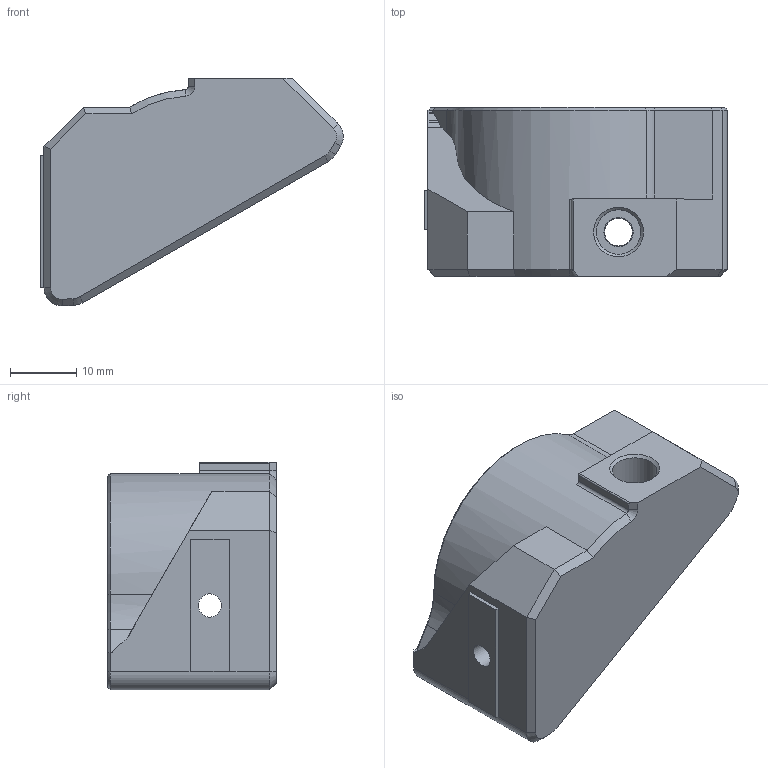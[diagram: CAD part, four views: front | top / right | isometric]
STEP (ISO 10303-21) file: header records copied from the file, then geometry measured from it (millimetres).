
FILE_DESCRIPTION(/* description */ (''),/* implementation_level */ '2;1');
FILE_NAME(/* name */ 'Orbiter sensor 2020 mount.step',/* time_stamp */ '2023-11-06T02:56:18+01:00',/* author */ (''),/* organization */ (''),/* preprocessor_version */ 'ST-DEVELOPER v20',/* originating_system */ 'Autodesk Translation Framework v12.14.0.127',/* authorisation */ '');
FILE_SCHEMA (('AUTOMOTIVE_DESIGN { 1 0 10303 214 3 1 1 }'));
Length unit declared in the file: millimetre
Products named in the file (2): Orbiter sensor 2020 mount; Mount
Assembly tree (1 placements, depth 2):
  Orbiter sensor 2020 mount
    Mount
Bounding box: 45.58 x 25.4 x 34.27 mm (x, y, z)
Volume: 13716.2 mm3; surface area: 6069.7 mm2
Topology: 1 solids, 1 shells, 98 faces, 239 edges, 146 vertices
Faces by surface type: plane 54, cylinder 19, cone 18, bspline 7
Full cylindrical faces by diameter (mm): 2.9 x2, 3.5 x1, 4.2 x1, 4.4 x1, 6 x1, 6.7 x1
Entity records: 3324 total; most frequent: CARTESIAN_POINT 1002, ORIENTED_EDGE 478, DIRECTION 451, EDGE_CURVE 239, AXIS2_PLACEMENT_3D 156, VERTEX_POINT 146, LINE 139, VECTOR 139
